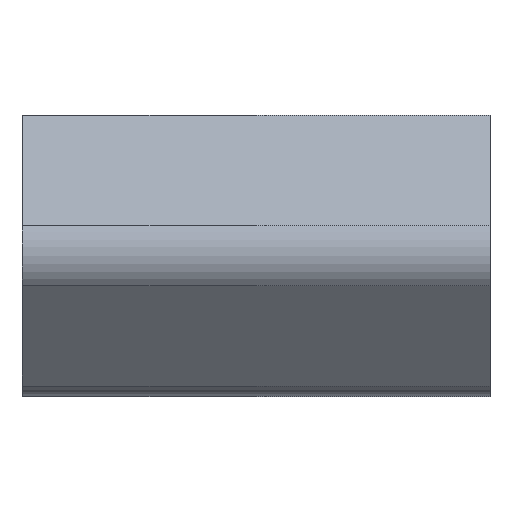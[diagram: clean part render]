
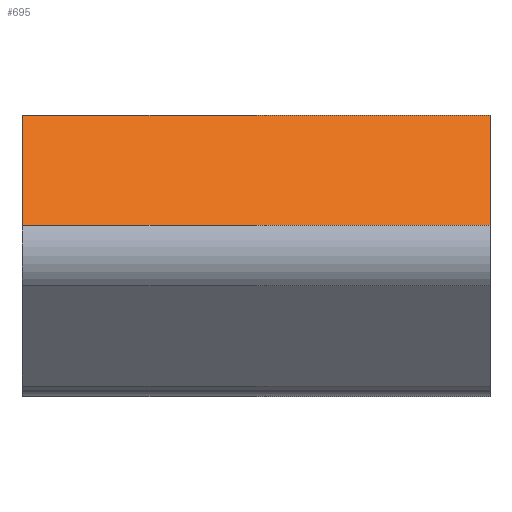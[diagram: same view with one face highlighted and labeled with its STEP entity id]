
A CAD part, top view. The second image highlights one B-rep face of the part: STEP entity #695.
In plain terms, the highlighted planar face has unit normal (0, 0.643, 0.766).
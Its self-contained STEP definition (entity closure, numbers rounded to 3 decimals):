
#70=DIRECTION('',(0.,-0.766,0.643));
#71=VECTOR('',#70,15.386);
#72=CARTESIAN_POINT('',(0.,30.,50.));
#73=LINE('',#72,#71);
#192=DIRECTION('',(-1.,0.,0.));
#193=VECTOR('',#192,50.);
#194=CARTESIAN_POINT('',(50.,18.214,59.89));
#195=LINE('',#194,#193);
#196=DIRECTION('',(1.,0.,0.));
#197=VECTOR('',#196,50.);
#198=CARTESIAN_POINT('',(0.,30.,50.));
#199=LINE('',#198,#197);
#233=DIRECTION('',(0.,-0.766,0.643));
#234=VECTOR('',#233,15.386);
#235=CARTESIAN_POINT('',(50.,30.,50.));
#236=LINE('',#235,#234);
#298=CARTESIAN_POINT('',(0.,30.,50.));
#300=VERTEX_POINT('',#298);
#318=CARTESIAN_POINT('',(50.,30.,50.));
#320=VERTEX_POINT('',#318);
#370=CARTESIAN_POINT('',(0.,18.214,59.89));
#372=VERTEX_POINT('',#370);
#373=CARTESIAN_POINT('',(50.,18.214,59.89));
#374=VERTEX_POINT('',#373);
#682=CARTESIAN_POINT('',(0.,30.,50.));
#683=DIRECTION('',(0.,0.643,0.766));
#684=DIRECTION('',(0.,-0.766,0.643));
#685=AXIS2_PLACEMENT_3D('',#682,#683,#684);
#686=PLANE('',#685);
#687=ORIENTED_EDGE('',*,*,#674,.T.);
#688=ORIENTED_EDGE('',*,*,#404,.F.);
#690=ORIENTED_EDGE('',*,*,#689,.T.);
#692=ORIENTED_EDGE('',*,*,#691,.T.);
#693=EDGE_LOOP('',(#687,#688,#690,#692));
#694=FACE_OUTER_BOUND('',#693,.F.);
#695=ADVANCED_FACE('',(#694),#686,.T.);
#404=EDGE_CURVE('',#300,#372,#73,.T.);
#674=EDGE_CURVE('',#374,#372,#195,.T.);
#689=EDGE_CURVE('',#300,#320,#199,.T.);
#691=EDGE_CURVE('',#320,#374,#236,.T.);
